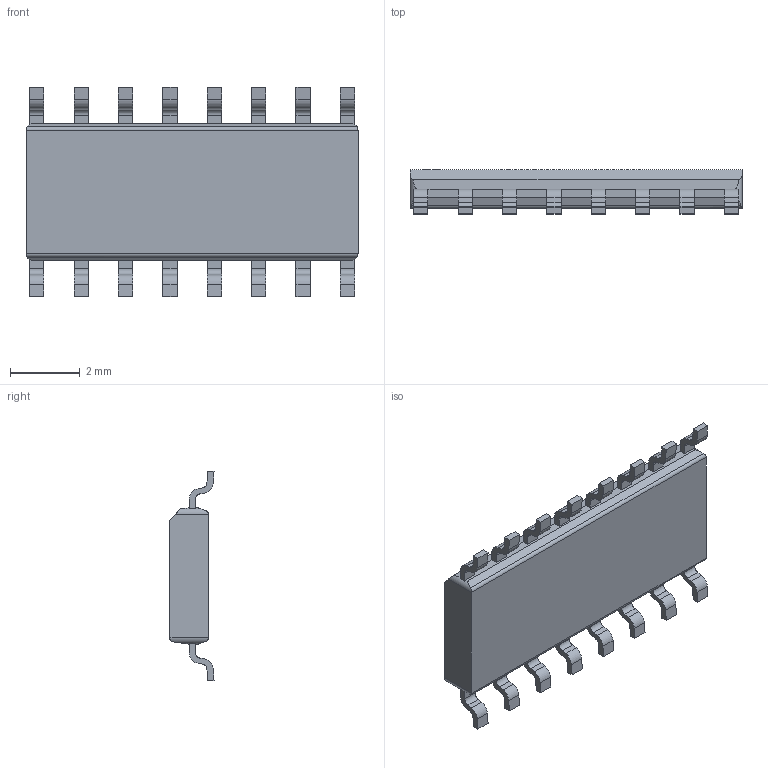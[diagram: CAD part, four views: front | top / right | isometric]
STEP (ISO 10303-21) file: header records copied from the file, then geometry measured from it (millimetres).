
FILE_DESCRIPTION(('STEP AP242'),'1');
FILE_NAME('max232eidr.stp','2020-10-21T15:20:14',('TraceParts'),('TraceParts S.A.'),'Spatial InterOp 3D',' ',' ');
FILE_SCHEMA(('AP242_MANAGED_MODEL_BASED_3D_ENGINEERING_MIM_LF {1 0 10303 442 1 1 4}'));
Length unit declared in the file: millimetre
Products named in the file (1): max232eidr
Bounding box: 9.5 x 1.26 x 6 mm (x, y, z)
Volume: 41.1 mm3; surface area: 123.4 mm2
Topology: 1 solids, 1 shells, 229 faces, 650 edges, 424 vertices
Faces by surface type: plane 156, cylinder 73
Entity records: 9294 total; most frequent: CARTESIAN_POINT 1374, ORIENTED_EDGE 1300, DIRECTION 1256, EDGE_CURVE 650, LINE 484, VECTOR 484, VERTEX_POINT 424, AXIS2_PLACEMENT_3D 386
